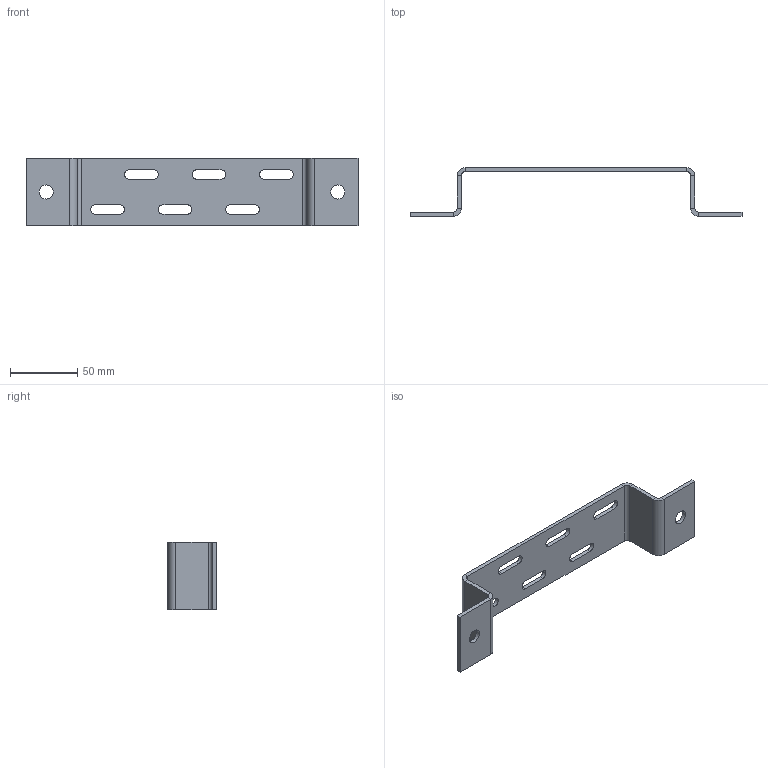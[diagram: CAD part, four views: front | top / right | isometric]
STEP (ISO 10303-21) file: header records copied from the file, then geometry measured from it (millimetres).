
FILE_DESCRIPTION (( 'STEP AP203' ), '1' );
FILE_NAME ('Êðåïëåíèå ÒÌ_BMM1015.STEP', '2012-11-19T08:09:23', ( 'Àñååâ' ), ( '' ), 'SwSTEP 2.0', 'SolidWorks 2012', '' );
FILE_SCHEMA (( 'CONFIG_CONTROL_DESIGN' ));
Length unit declared in the file: millimetre
Products named in the file (1): Êðåïëåíèå ÒÌ_BMM1015
Bounding box: 246 x 36 x 50 mm (x, y, z)
Volume: 42160.9 mm3; surface area: 31474.7 mm2
Topology: 1 solids, 1 shells, 64 faces, 154 edges, 92 vertices
Faces by surface type: plane 42, cylinder 22
Full cylindrical faces by diameter (mm): 10.5 x2
Entity records: 1925 total; most frequent: DIRECTION 326, CARTESIAN_POINT 309, ORIENTED_EDGE 304, EDGE_CURVE 152, AXIS2_PLACEMENT_3D 109, LINE 108, VECTOR 108, VERTEX_POINT 92
